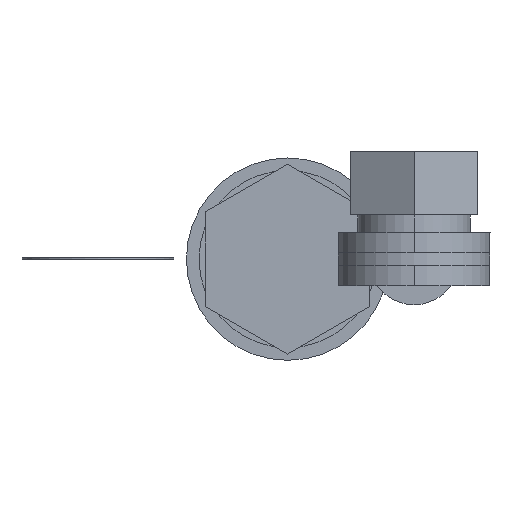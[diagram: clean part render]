
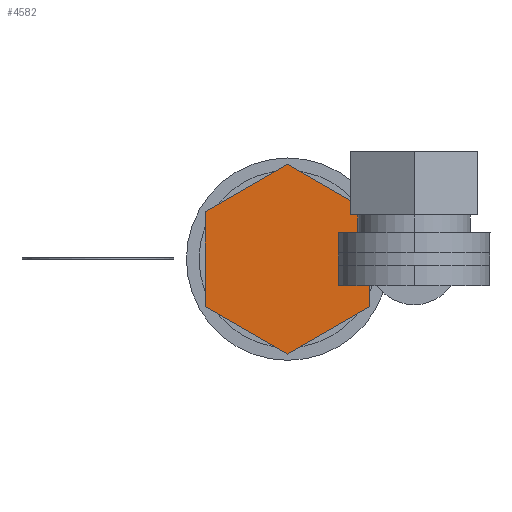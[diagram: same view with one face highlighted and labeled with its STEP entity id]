
A CAD part, left-side view. The second image highlights one B-rep face of the part: STEP entity #4582.
In plain terms, the highlighted face is planar.
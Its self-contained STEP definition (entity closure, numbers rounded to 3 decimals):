
#104 = VECTOR ( 'NONE', #2350, 1000. ) ;
#203 = EDGE_CURVE ( 'NONE', #329, #4834, #4436, .T. ) ;
#329 = VERTEX_POINT ( 'NONE', #954 ) ;
#335 = CARTESIAN_POINT ( 'NONE',  ( 7.506, 0., 0. ) ) ;
#362 = VECTOR ( 'NONE', #3261, 1000. ) ;
#365 = PLANE ( 'NONE',  #1725 ) ;
#374 = CARTESIAN_POINT ( 'NONE',  ( 7.506, 0., 0. ) ) ;
#508 = CARTESIAN_POINT ( 'NONE',  ( 3.753, -6.5, 0. ) ) ;
#746 = ORIENTED_EDGE ( 'NONE', *, *, #203, .F. ) ;
#844 = ORIENTED_EDGE ( 'NONE', *, *, #2646, .F. ) ;
#879 = EDGE_CURVE ( 'NONE', #3909, #1018, #1935, .T. ) ;
#897 = DIRECTION ( 'NONE',  ( 0.5, 0.866, 0. ) ) ;
#905 = VECTOR ( 'NONE', #2313, 1000. ) ;
#954 = CARTESIAN_POINT ( 'NONE',  ( -7.506, 0., 0. ) ) ;
#1018 = VERTEX_POINT ( 'NONE', #2294 ) ;
#1035 = LINE ( 'NONE', #508, #3094 ) ;
#1215 = CARTESIAN_POINT ( 'NONE',  ( -7.506, 0., 0. ) ) ;
#1467 = VERTEX_POINT ( 'NONE', #2370 ) ;
#1518 = CARTESIAN_POINT ( 'NONE',  ( 7.506, 0., 0. ) ) ;
#1565 = CARTESIAN_POINT ( 'NONE',  ( -3.753, -6.5, 0. ) ) ;
#1725 = AXIS2_PLACEMENT_3D ( 'NONE', #1518, #2641, #4200 ) ;
#1731 = CARTESIAN_POINT ( 'NONE',  ( -3.753, -6.5, 0. ) ) ;
#1935 = LINE ( 'NONE', #335, #905 ) ;
#2146 = ORIENTED_EDGE ( 'NONE', *, *, #4864, .F. ) ;
#2215 = CARTESIAN_POINT ( 'NONE',  ( 3.753, -6.5, 0. ) ) ;
#2294 = CARTESIAN_POINT ( 'NONE',  ( 3.753, 6.5, 0. ) ) ;
#2303 = VECTOR ( 'NONE', #3751, 1000. ) ;
#2313 = DIRECTION ( 'NONE',  ( -0.5, 0.866, 0. ) ) ;
#2350 = DIRECTION ( 'NONE',  ( 0.5, -0.866, 0. ) ) ;
#2370 = CARTESIAN_POINT ( 'NONE',  ( -3.753, 6.5, 0. ) ) ;
#2433 = CARTESIAN_POINT ( 'NONE',  ( 3.753, 6.5, 0. ) ) ;
#2641 = DIRECTION ( 'NONE',  ( 0., 0., -1. ) ) ;
#2646 = EDGE_CURVE ( 'NONE', #4834, #2938, #3204, .T. ) ;
#2786 = LINE ( 'NONE', #2433, #362 ) ;
#2936 = CARTESIAN_POINT ( 'NONE',  ( -3.753, 6.5, 0. ) ) ;
#2938 = VERTEX_POINT ( 'NONE', #2215 ) ;
#3094 = VECTOR ( 'NONE', #897, 1000. ) ;
#3204 = LINE ( 'NONE', #1731, #4370 ) ;
#3261 = DIRECTION ( 'NONE',  ( -1., 0., 0. ) ) ;
#3305 = DIRECTION ( 'NONE',  ( 1., 0., 0. ) ) ;
#3466 = EDGE_CURVE ( 'NONE', #1018, #1467, #2786, .T. ) ;
#3597 = ORIENTED_EDGE ( 'NONE', *, *, #4357, .F. ) ;
#3751 = DIRECTION ( 'NONE',  ( -0.5, -0.866, 0. ) ) ;
#3909 = VERTEX_POINT ( 'NONE', #374 ) ;
#4200 = DIRECTION ( 'NONE',  ( -1., 0., 0. ) ) ;
#4357 = EDGE_CURVE ( 'NONE', #1467, #329, #4386, .T. ) ;
#4370 = VECTOR ( 'NONE', #3305, 1000. ) ;
#4386 = LINE ( 'NONE', #2936, #2303 ) ;
#4436 = LINE ( 'NONE', #1215, #104 ) ;
#4447 = ORIENTED_EDGE ( 'NONE', *, *, #3466, .F. ) ;
#4581 = ORIENTED_EDGE ( 'NONE', *, *, #879, .F. ) ;
#4582 = ADVANCED_FACE ( 'NONE', ( #4791 ), #365, .T. ) ;
#4791 = FACE_OUTER_BOUND ( 'NONE', #4811, .T. ) ;
#4811 = EDGE_LOOP ( 'NONE', ( #4581, #2146, #844, #746, #3597, #4447 ) ) ;
#4834 = VERTEX_POINT ( 'NONE', #1565 ) ;
#4864 = EDGE_CURVE ( 'NONE', #2938, #3909, #1035, .T. ) ;
